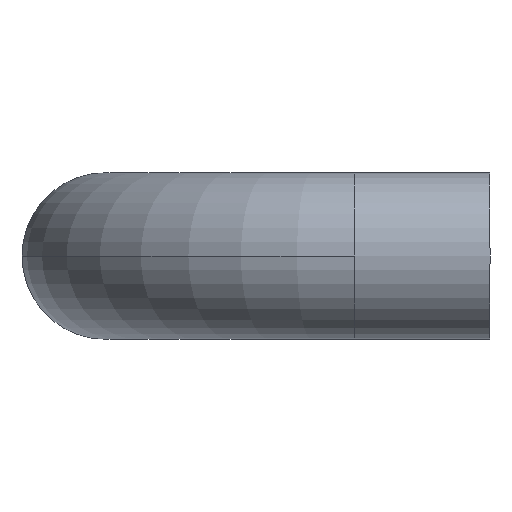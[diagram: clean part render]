
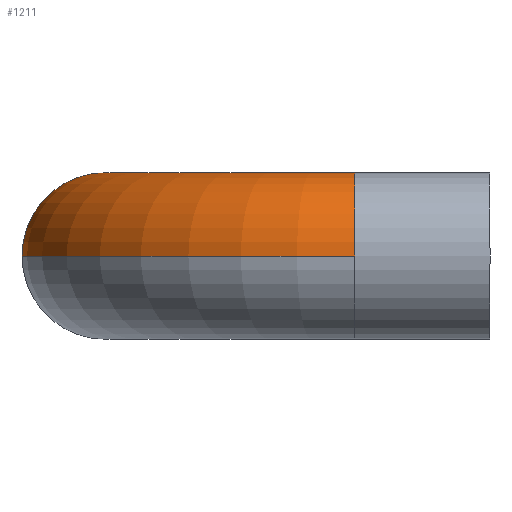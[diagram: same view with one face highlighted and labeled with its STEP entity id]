
A CAD part, left-side view. The second image highlights one B-rep face of the part: STEP entity #1211.
In plain terms, the highlighted toroidal (fillet/blend) face has major radius 24 mm and minor radius 8 mm.
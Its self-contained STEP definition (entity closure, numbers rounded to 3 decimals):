
#23 = VERTEX_POINT ( 'NONE', #105 ) ;
#28 = VERTEX_POINT ( 'NONE', #110 ) ;
#67 = EDGE_CURVE ( 'NONE', #904, #510, #1257, .T. ) ;
#105 = CARTESIAN_POINT ( 'NONE',  ( -51., 37., 8. ) ) ;
#110 = CARTESIAN_POINT ( 'NONE',  ( -51., 45., 0. ) ) ;
#175 = CARTESIAN_POINT ( 'NONE',  ( -75., 13., 0. ) ) ;
#176 = DIRECTION ( 'NONE',  ( 0., -1., 0. ) ) ;
#177 = DIRECTION ( 'NONE',  ( 0., 0., 1. ) ) ;
#229 = EDGE_CURVE ( 'NONE', #885, #23, #1270, .T. ) ;
#230 = EDGE_CURVE ( 'NONE', #885, #887, #1271, .T. ) ;
#233 = EDGE_CURVE ( 'NONE', #887, #904, #1273, .T. ) ;
#249 = CARTESIAN_POINT ( 'NONE',  ( -51., 37., 0. ) ) ;
#250 = DIRECTION ( 'NONE',  ( -1., 0., 0. ) ) ;
#251 = DIRECTION ( 'NONE',  ( 0., 0., 1. ) ) ;
#252 = CARTESIAN_POINT ( 'NONE',  ( -51., 13., 0. ) ) ;
#253 = DIRECTION ( 'NONE',  ( 0., 0., 1. ) ) ;
#254 = DIRECTION ( 'NONE',  ( 1., 0., 0. ) ) ;
#261 = CARTESIAN_POINT ( 'NONE',  ( -75., 13., 0. ) ) ;
#262 = DIRECTION ( 'NONE',  ( 0., -1., 0. ) ) ;
#263 = DIRECTION ( 'NONE',  ( 0., 0., 1. ) ) ;
#281 = CARTESIAN_POINT ( 'NONE',  ( -83., 13., 0. ) ) ;
#295 = CARTESIAN_POINT ( 'NONE',  ( -51., 29., 0. ) ) ;
#297 = CARTESIAN_POINT ( 'NONE',  ( -67., 13., 0. ) ) ;
#314 = CARTESIAN_POINT ( 'NONE',  ( -75., 13., 8. ) ) ;
#407 = TOROIDAL_SURFACE ( 'NONE', #1137, 24., 8. ) ;
#419 = CIRCLE ( 'NONE', #1190, 32. ) ;
#426 = CIRCLE ( 'NONE', #977, 8. ) ;
#510 = VERTEX_POINT ( 'NONE', #281 ) ;
#539 = EDGE_LOOP ( 'NONE', ( #583, #935, #584, #936, #937, #938 ) ) ;
#583 = ORIENTED_EDGE ( 'NONE', *, *, #1245, .T. ) ;
#584 = ORIENTED_EDGE ( 'NONE', *, *, #67, .F. ) ;
#610 = AXIS2_PLACEMENT_3D ( 'NONE', #175, #176, #177 ) ;
#616 = AXIS2_PLACEMENT_3D ( 'NONE', #261, #262, #263 ) ;
#737 = CARTESIAN_POINT ( 'NONE',  ( -51., 13., 0. ) ) ;
#738 = DIRECTION ( 'NONE',  ( 0., 0., 1. ) ) ;
#739 = DIRECTION ( 'NONE',  ( 1., 0., 0. ) ) ;
#819 = CARTESIAN_POINT ( 'NONE',  ( -51., 13., 0. ) ) ;
#820 = DIRECTION ( 'NONE',  ( 0., 0., 1. ) ) ;
#821 = DIRECTION ( 'NONE',  ( 1., 0., 0. ) ) ;
#840 = CARTESIAN_POINT ( 'NONE',  ( -51., 37., 0. ) ) ;
#841 = DIRECTION ( 'NONE',  ( -1., 0., 0. ) ) ;
#842 = DIRECTION ( 'NONE',  ( 0., 0., 1. ) ) ;
#885 = VERTEX_POINT ( 'NONE', #295 ) ;
#887 = VERTEX_POINT ( 'NONE', #297 ) ;
#904 = VERTEX_POINT ( 'NONE', #314 ) ;
#935 = ORIENTED_EDGE ( 'NONE', *, *, #1238, .T. ) ;
#936 = ORIENTED_EDGE ( 'NONE', *, *, #233, .F. ) ;
#937 = ORIENTED_EDGE ( 'NONE', *, *, #230, .F. ) ;
#938 = ORIENTED_EDGE ( 'NONE', *, *, #229, .T. ) ;
#977 = AXIS2_PLACEMENT_3D ( 'NONE', #840, #841, #842 ) ;
#1059 = AXIS2_PLACEMENT_3D ( 'NONE', #252, #253, #254 ) ;
#1071 = AXIS2_PLACEMENT_3D ( 'NONE', #249, #250, #251 ) ;
#1136 = FACE_OUTER_BOUND ( 'NONE', #539, .T. ) ;
#1137 = AXIS2_PLACEMENT_3D ( 'NONE', #737, #738, #739 ) ;
#1190 = AXIS2_PLACEMENT_3D ( 'NONE', #819, #820, #821 ) ;
#1211 = ADVANCED_FACE ( 'NONE', ( #1136 ), #407, .T. ) ;
#1238 = EDGE_CURVE ( 'NONE', #28, #510, #419, .T. ) ;
#1245 = EDGE_CURVE ( 'NONE', #23, #28, #426, .T. ) ;
#1257 = CIRCLE ( 'NONE', #610, 8. ) ;
#1270 = CIRCLE ( 'NONE', #1071, 8. ) ;
#1271 = CIRCLE ( 'NONE', #1059, 16. ) ;
#1273 = CIRCLE ( 'NONE', #616, 8. ) ;
